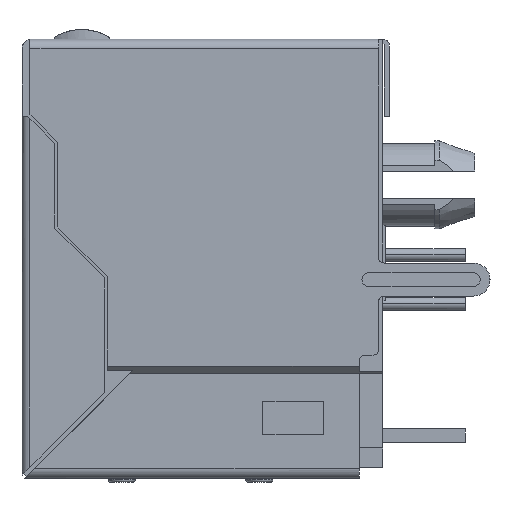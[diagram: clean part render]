
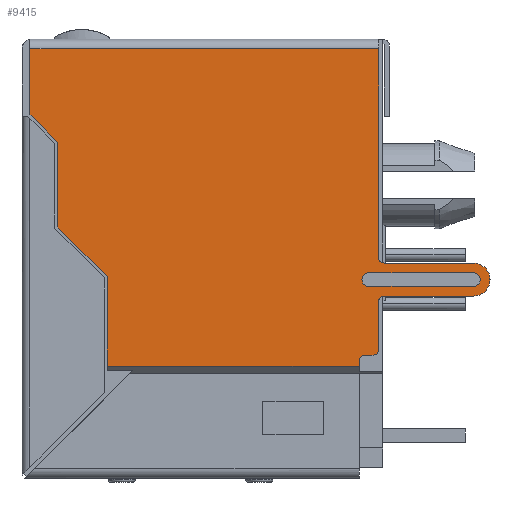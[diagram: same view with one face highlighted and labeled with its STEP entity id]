
A CAD part, left-side view. The second image highlights one B-rep face of the part: STEP entity #9415.
In plain terms, the highlighted planar face has unit normal (-1, 0, 0).
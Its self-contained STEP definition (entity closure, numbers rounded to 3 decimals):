
#555=CARTESIAN_POINT('',(-8.3,-12.95,-9.53));
#556=CARTESIAN_POINT('',(-8.3,-12.95,-9.503));
#557=CARTESIAN_POINT('',(-8.3,-12.96,
-9.452));
#558=CARTESIAN_POINT('',(-8.3,-13.005,
-9.385));
#559=CARTESIAN_POINT('',(-8.3,-13.072,
-9.34));
#560=CARTESIAN_POINT('',(-8.3,-13.123,-9.33));
#561=CARTESIAN_POINT('',(-8.3,-13.15,-9.33));
#619=DIRECTION('',(0.,0.,-1.));
#620=VECTOR('',#619,7.58);
#621=CARTESIAN_POINT('',(-8.3,-12.95,-0.35));
#622=LINE('',#621,#620);
#623=CARTESIAN_POINT('',(-8.3,-13.15,-7.93));
#624=DIRECTION('',(-1.,0.,0.));
#625=DIRECTION('',(0.,1.,0.));
#626=AXIS2_PLACEMENT_3D('',#623,#624,#625);
#628=DIRECTION('',(0.,-1.,0.));
#629=VECTOR('',#628,3.25);
#630=CARTESIAN_POINT('',(-8.3,-13.15,-8.13));
#631=LINE('',#630,#629);
#632=CARTESIAN_POINT('',(-8.3,-16.4,-8.73));
#633=DIRECTION('',(1.,0.,0.));
#634=DIRECTION('',(0.,0.,1.));
#635=AXIS2_PLACEMENT_3D('',#632,#633,#634);
#637=DIRECTION('',(0.,1.,0.));
#638=VECTOR('',#637,3.25);
#639=CARTESIAN_POINT('',(-8.3,-16.4,-9.33));
#640=LINE('',#639,#638);
#641=DIRECTION('',(0.,0.,1.));
#642=VECTOR('',#641,1.75);
#643=CARTESIAN_POINT('',(-8.3,-12.95,-11.28));
#644=LINE('',#643,#642);
#645=CARTESIAN_POINT('',(-8.3,-12.75,-11.28));
#646=DIRECTION('',(1.,0.,0.));
#647=DIRECTION('',(0.,-1.,0.));
#648=AXIS2_PLACEMENT_3D('',#645,#646,#647);
#650=DIRECTION('',(0.,-1.,0.));
#651=VECTOR('',#650,0.3);
#652=CARTESIAN_POINT('',(-8.3,-12.45,-11.48));
#653=LINE('',#652,#651);
#654=CARTESIAN_POINT('',(-8.3,-12.45,-11.68));
#655=DIRECTION('',(1.,0.,0.));
#656=DIRECTION('',(0.,1.,0.));
#657=AXIS2_PLACEMENT_3D('',#654,#655,#656);
#659=DIRECTION('',(0.,0.,1.));
#660=VECTOR('',#659,0.19);
#661=CARTESIAN_POINT('',(-8.3,-12.25,-11.87));
#662=LINE('',#661,#660);
#663=DIRECTION('',(0.,1.,0.));
#664=VECTOR('',#663,9.15);
#665=CARTESIAN_POINT('',(-8.3,-12.25,-11.87));
#666=LINE('',#665,#664);
#667=DIRECTION('',(0.,0.,-1.));
#668=VECTOR('',#667,3.241);
#669=CARTESIAN_POINT('',(-8.3,-3.1,-8.629));
#670=LINE('',#669,#668);
#671=DIRECTION('',(0.,-0.707,-0.707));
#672=VECTOR('',#671,2.56);
#673=CARTESIAN_POINT('',(-8.3,-1.29,-6.819));
#674=LINE('',#673,#672);
#675=DIRECTION('',(0.,0.,-1.));
#676=VECTOR('',#675,3.08);
#677=CARTESIAN_POINT('',(-8.3,-1.29,-3.74));
#678=LINE('',#677,#676);
#679=DIRECTION('',(0.,-0.707,-0.707));
#680=VECTOR('',#679,1.414);
#681=CARTESIAN_POINT('',(-8.3,-0.29,-2.74));
#682=LINE('',#681,#680);
#683=DIRECTION('',(0.,0.,-1.));
#684=VECTOR('',#683,2.39);
#685=CARTESIAN_POINT('',(-8.3,-0.29,-0.35));
#686=LINE('',#685,#684);
#687=DIRECTION('',(0.,-1.,0.));
#688=VECTOR('',#687,12.66);
#689=CARTESIAN_POINT('',(-8.3,-0.29,-0.35));
#690=LINE('',#689,#688);
#691=CARTESIAN_POINT('',(-8.3,-12.6,-8.73));
#692=DIRECTION('',(1.,0.,0.));
#693=DIRECTION('',(0.,0.,-1.));
#694=AXIS2_PLACEMENT_3D('',#691,#692,#693);
#696=DIRECTION('',(0.,1.,0.));
#697=VECTOR('',#696,3.8);
#698=CARTESIAN_POINT('',(-8.3,-16.4,-8.98));
#699=LINE('',#698,#697);
#700=CARTESIAN_POINT('',(-8.3,-16.4,-8.73));
#701=DIRECTION('',(1.,0.,0.));
#702=DIRECTION('',(0.,0.,1.));
#703=AXIS2_PLACEMENT_3D('',#700,#701,#702);
#705=DIRECTION('',(0.,-1.,0.));
#706=VECTOR('',#705,3.8);
#707=CARTESIAN_POINT('',(-8.3,-12.6,-8.48));
#708=LINE('',#707,#706);
#7162=CARTESIAN_POINT('',(-8.3,-0.29,-2.74));
#7163=VERTEX_POINT('',#7162);
#7164=CARTESIAN_POINT('',(-8.3,-1.29,-3.74));
#7165=VERTEX_POINT('',#7164);
#7166=CARTESIAN_POINT('',(-8.3,-1.29,-6.819));
#7167=VERTEX_POINT('',#7166);
#7168=CARTESIAN_POINT('',(-8.3,-3.1,-8.629));
#7169=VERTEX_POINT('',#7168);
#7234=CARTESIAN_POINT('',(-8.3,-12.95,-11.28));
#7235=VERTEX_POINT('',#7234);
#7236=CARTESIAN_POINT('',(-8.3,-12.95,-9.53));
#7237=VERTEX_POINT('',#7236);
#7238=CARTESIAN_POINT('',(-8.3,-12.25,-11.68));
#7239=VERTEX_POINT('',#7238);
#7240=CARTESIAN_POINT('',(-8.3,-12.45,-11.48));
#7241=VERTEX_POINT('',#7240);
#7242=CARTESIAN_POINT('',(-8.3,-12.75,-11.48));
#7243=VERTEX_POINT('',#7242);
#7250=CARTESIAN_POINT('',(-8.3,-3.1,-11.87));
#7252=VERTEX_POINT('',#7250);
#7262=CARTESIAN_POINT('',(-8.3,-12.25,-11.87));
#7263=VERTEX_POINT('',#7262);
#7268=CARTESIAN_POINT('',(-8.3,-0.29,-0.35));
#7270=VERTEX_POINT('',#7268);
#7417=CARTESIAN_POINT('',(-8.3,-16.4,-8.13));
#7418=CARTESIAN_POINT('',(-8.3,-16.4,-9.33));
#7419=VERTEX_POINT('',#7417);
#7420=VERTEX_POINT('',#7418);
#7421=CARTESIAN_POINT('',(-8.3,-13.15,-9.33));
#7422=VERTEX_POINT('',#7421);
#7423=CARTESIAN_POINT('',(-8.3,-13.15,-8.13));
#7424=VERTEX_POINT('',#7423);
#7433=CARTESIAN_POINT('',(-8.3,-12.95,-7.93));
#7434=VERTEX_POINT('',#7433);
#7447=CARTESIAN_POINT('',(-8.3,-12.6,-8.98));
#7448=VERTEX_POINT('',#7447);
#7449=CARTESIAN_POINT('',(-8.3,-12.6,-8.48));
#7450=VERTEX_POINT('',#7449);
#7451=CARTESIAN_POINT('',(-8.3,-16.4,-8.48));
#7452=VERTEX_POINT('',#7451);
#7453=CARTESIAN_POINT('',(-8.3,-16.4,-8.98));
#7454=VERTEX_POINT('',#7453);
#7457=CARTESIAN_POINT('',(-8.3,-12.95,-0.349));
#7458=VERTEX_POINT('',#7457);
#9366=CARTESIAN_POINT('',(-8.3,-13.1,0.));
#9367=DIRECTION('',(-1.,0.,0.));
#9368=DIRECTION('',(0.,1.,0.));
#9369=AXIS2_PLACEMENT_3D('',#9366,#9367,#9368);
#9370=PLANE('',#9369);
#9371=ORIENTED_EDGE('',*,*,#9270,.T.);
#9373=ORIENTED_EDGE('',*,*,#9372,.T.);
#9375=ORIENTED_EDGE('',*,*,#9374,.T.);
#9377=ORIENTED_EDGE('',*,*,#9376,.T.);
#9379=ORIENTED_EDGE('',*,*,#9378,.T.);
#9380=ORIENTED_EDGE('',*,*,#9308,.F.);
#9382=ORIENTED_EDGE('',*,*,#9381,.F.);
#9384=ORIENTED_EDGE('',*,*,#9383,.T.);
#9386=ORIENTED_EDGE('',*,*,#9385,.F.);
#9388=ORIENTED_EDGE('',*,*,#9387,.F.);
#9390=ORIENTED_EDGE('',*,*,#9389,.F.);
#9392=ORIENTED_EDGE('',*,*,#9391,.T.);
#9394=ORIENTED_EDGE('',*,*,#9393,.F.);
#9396=ORIENTED_EDGE('',*,*,#9395,.F.);
#9398=ORIENTED_EDGE('',*,*,#9397,.F.);
#9400=ORIENTED_EDGE('',*,*,#9399,.F.);
#9401=ORIENTED_EDGE('',*,*,#9238,.F.);
#9402=ORIENTED_EDGE('',*,*,#9254,.T.);
#9403=EDGE_LOOP('',(#9371,#9373,#9375,#9377,#9379,#9380,#9382,#9384,#9386,#9388,
#9390,#9392,#9394,#9396,#9398,#9400,#9401,#9402));
#9404=FACE_OUTER_BOUND('',#9403,.F.);
#9406=ORIENTED_EDGE('',*,*,#9405,.F.);
#9408=ORIENTED_EDGE('',*,*,#9407,.F.);
#9410=ORIENTED_EDGE('',*,*,#9409,.F.);
#9412=ORIENTED_EDGE('',*,*,#9411,.F.);
#9413=EDGE_LOOP('',(#9406,#9408,#9410,#9412));
#9414=FACE_BOUND('',#9413,.F.);
#9415=ADVANCED_FACE('',(#9404,#9414),#9370,.T.);
#562=B_SPLINE_CURVE_WITH_KNOTS('',3,(#555,#556,#557,#558,#559,#560,#561),
.UNSPECIFIED.,.F.,.F.,(4,1,1,1,4),(0.,0.25,0.5,0.75,1.),
.UNSPECIFIED.);
#627=CIRCLE('',#626,0.2);
#636=CIRCLE('',#635,0.6);
#649=CIRCLE('',#648,0.2);
#658=CIRCLE('',#657,0.2);
#695=CIRCLE('',#694,0.25);
#704=CIRCLE('',#703,0.25);
#9238=EDGE_CURVE('',#7270,#7163,#686,.T.);
#9254=EDGE_CURVE('',#7270,#7458,#690,.T.);
#9270=EDGE_CURVE('',#7458,#7434,#622,.T.);
#9308=EDGE_CURVE('',#7237,#7422,#562,.T.);
#9372=EDGE_CURVE('',#7434,#7424,#627,.T.);
#9374=EDGE_CURVE('',#7424,#7419,#631,.T.);
#9376=EDGE_CURVE('',#7419,#7420,#636,.T.);
#9378=EDGE_CURVE('',#7420,#7422,#640,.T.);
#9381=EDGE_CURVE('',#7235,#7237,#644,.T.);
#9383=EDGE_CURVE('',#7235,#7243,#649,.T.);
#9385=EDGE_CURVE('',#7241,#7243,#653,.T.);
#9387=EDGE_CURVE('',#7239,#7241,#658,.T.);
#9389=EDGE_CURVE('',#7263,#7239,#662,.T.);
#9391=EDGE_CURVE('',#7263,#7252,#666,.T.);
#9393=EDGE_CURVE('',#7169,#7252,#670,.T.);
#9395=EDGE_CURVE('',#7167,#7169,#674,.T.);
#9397=EDGE_CURVE('',#7165,#7167,#678,.T.);
#9399=EDGE_CURVE('',#7163,#7165,#682,.T.);
#9405=EDGE_CURVE('',#7448,#7450,#695,.T.);
#9407=EDGE_CURVE('',#7454,#7448,#699,.T.);
#9409=EDGE_CURVE('',#7452,#7454,#704,.T.);
#9411=EDGE_CURVE('',#7450,#7452,#708,.T.);
